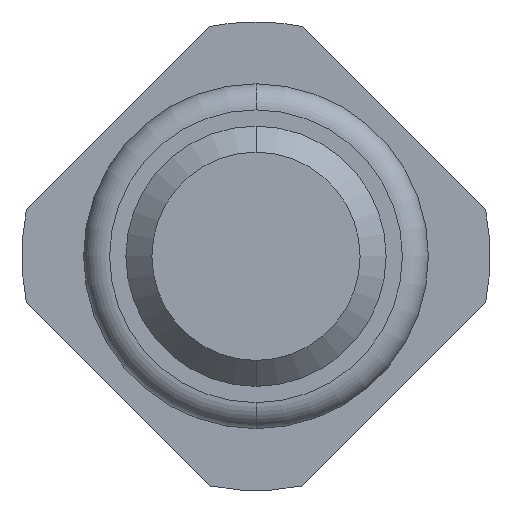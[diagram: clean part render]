
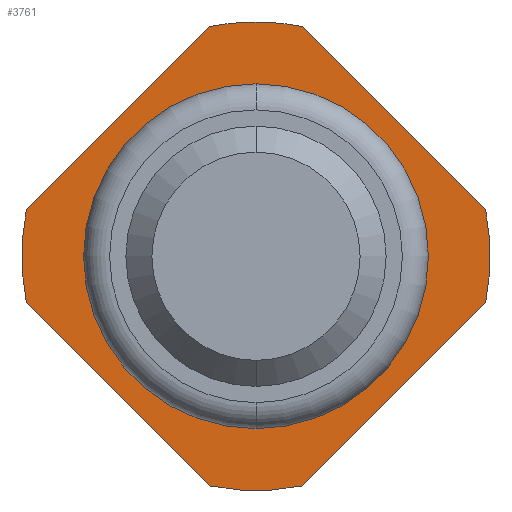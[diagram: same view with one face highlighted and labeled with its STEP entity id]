
A CAD part, front view. The second image highlights one B-rep face of the part: STEP entity #3761.
In plain terms, the highlighted planar face has unit normal (0, -1, 0).
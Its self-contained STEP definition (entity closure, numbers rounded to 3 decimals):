
#14 = EDGE_CURVE ( 'Defeature ausgef�hrt3_17+Defeature ausgef�hrt3_0+Defeature ausgef�hrt3_3+Defeature ausgef�hrt3_2', #1583, #1103, #665, .T. ) ;
#37 = VECTOR ( 'NONE', #3744, 1000. ) ;
#42 = EDGE_CURVE ( 'Defeature ausgef�hrt3_2+Defeature ausgef�hrt3_0+Defeature ausgef�hrt3_17+Defeature ausgef�hrt3_18', #3773, #3827, #145, .T. ) ;
#94 = AXIS2_PLACEMENT_3D ( 'NONE', #3770, #533, #1529 ) ;
#127 = ORIENTED_EDGE ( 'NONE', *, *, #4198, .T. ) ;
#145 = CIRCLE ( 'NONE', #1718, 1.8 ) ;
#168 = AXIS2_PLACEMENT_3D ( 'NONE', #3933, #667, #3607 ) ;
#184 = DIRECTION ( 'NONE',  ( 0., 1., 0. ) ) ;
#240 = CARTESIAN_POINT ( 'NONE',  ( 1.961, -2., -0.161 ) ) ;
#324 = DIRECTION ( 'NONE',  ( 0., 1., 0. ) ) ;
#377 = EDGE_CURVE ( 'Defeature ausgef�hrt3_0+Defeature ausgef�hrt3_12+Defeature ausgef�hrt3_12+Defeature ausgef�hrt3_12', #1566, #1267, #1846, .T. ) ;
#381 = ORIENTED_EDGE ( 'NONE', *, *, #629, .F. ) ;
#441 = LINE ( 'NONE', #240, #2957 ) ;
#480 = AXIS2_PLACEMENT_3D ( 'NONE', #708, #1370, #1012 ) ;
#533 = DIRECTION ( 'NONE',  ( 0., 1., 0. ) ) ;
#620 = CIRCLE ( 'NONE', #2717, 1.325 ) ;
#629 = EDGE_CURVE ( 'Defeature ausgef�hrt3_1+Defeature ausgef�hrt3_0+Defeature ausgef�hrt3_18+Defeature ausgef�hrt3_15', #950, #3182, #3712, .T. ) ;
#665 = LINE ( 'NONE', #3419, #37 ) ;
#667 = DIRECTION ( 'NONE',  ( 0., 1., 0. ) ) ;
#681 = CARTESIAN_POINT ( 'NONE',  ( 0., -2., 0. ) ) ;
#705 = CARTESIAN_POINT ( 'NONE',  ( 0.357, -2., -1.764 ) ) ;
#708 = CARTESIAN_POINT ( 'NONE',  ( 0., -2., 0. ) ) ;
#714 = DIRECTION ( 'NONE',  ( 0.707, 0., -0.707 ) ) ;
#718 = FACE_OUTER_BOUND ( 'NONE', #2473, .T. ) ;
#728 = ORIENTED_EDGE ( 'NONE', *, *, #42, .F. ) ;
#769 = CARTESIAN_POINT ( 'NONE',  ( -0.161, -2., -1.961 ) ) ;
#841 = EDGE_CURVE ( 'Defeature ausgef�hrt3_4+Defeature ausgef�hrt3_0+Defeature ausgef�hrt3_15+Defeature ausgef�hrt3_16', #3998, #3312, #3972, .T. ) ;
#848 = CARTESIAN_POINT ( 'NONE',  ( 0., -2., 0. ) ) ;
#894 = PLANE ( 'NONE',  #2944 ) ;
#950 = VERTEX_POINT ( 'NONE', #2578 ) ;
#1010 = ORIENTED_EDGE ( 'NONE', *, *, #1935, .F. ) ;
#1012 = DIRECTION ( 'NONE',  ( 0., 0., 1. ) ) ;
#1021 = CARTESIAN_POINT ( 'NONE',  ( -0.357, -2., 1.764 ) ) ;
#1030 = DIRECTION ( 'NONE',  ( 0., 0., 1. ) ) ;
#1103 = VERTEX_POINT ( 'NONE', #1021 ) ;
#1267 = VERTEX_POINT ( 'NONE', #2195 ) ;
#1370 = DIRECTION ( 'NONE',  ( 0., 1., 0. ) ) ;
#1405 = ORIENTED_EDGE ( 'NONE', *, *, #377, .T. ) ;
#1456 = CARTESIAN_POINT ( 'NONE',  ( 1.764, -2., -0.357 ) ) ;
#1529 = DIRECTION ( 'NONE',  ( 0., 0., 1. ) ) ;
#1533 = DIRECTION ( 'NONE',  ( 0., 0., 1. ) ) ;
#1566 = VERTEX_POINT ( 'NONE', #3309 ) ;
#1583 = VERTEX_POINT ( 'NONE', #2415 ) ;
#1621 = EDGE_CURVE ( 'Defeature ausgef�hrt3_16+Defeature ausgef�hrt3_0+Defeature ausgef�hrt3_4+Defeature ausgef�hrt3_3', #3312, #3328, #1636, .T. ) ;
#1636 = LINE ( 'NONE', #769, #3302 ) ;
#1718 = AXIS2_PLACEMENT_3D ( 'NONE', #1862, #3825, #4158 ) ;
#1830 = ORIENTED_EDGE ( 'NONE', *, *, #841, .F. ) ;
#1846 = CIRCLE ( 'NONE', #94, 1.325 ) ;
#1853 = DIRECTION ( 'NONE',  ( -0.707, 0., -0.707 ) ) ;
#1862 = CARTESIAN_POINT ( 'NONE',  ( 0., -2., 0. ) ) ;
#1935 = EDGE_CURVE ( 'Defeature ausgef�hrt3_15+Defeature ausgef�hrt3_0+Defeature ausgef�hrt3_1+Defeature ausgef�hrt3_4', #3182, #3998, #441, .T. ) ;
#2026 = AXIS2_PLACEMENT_3D ( 'NONE', #2148, #184, #3734 ) ;
#2073 = DIRECTION ( 'NONE',  ( 0., 1., 0. ) ) ;
#2148 = CARTESIAN_POINT ( 'NONE',  ( 0., -2., 0. ) ) ;
#2195 = CARTESIAN_POINT ( 'NONE',  ( 0., -2., -1.325 ) ) ;
#2219 = EDGE_CURVE ( 'Defeature ausgef�hrt3_18+Defeature ausgef�hrt3_0+Defeature ausgef�hrt3_2+Defeature ausgef�hrt3_1', #3827, #950, #3759, .T. ) ;
#2270 = ORIENTED_EDGE ( 'NONE', *, *, #2935, .F. ) ;
#2292 = CARTESIAN_POINT ( 'NONE',  ( -1.764, -2., -0.357 ) ) ;
#2344 = ORIENTED_EDGE ( 'NONE', *, *, #4032, .F. ) ;
#2415 = CARTESIAN_POINT ( 'NONE',  ( -1.764, -2., 0.357 ) ) ;
#2473 = EDGE_LOOP ( 'NONE', ( #2889, #728, #2344, #3097, #2270, #3160, #1830, #1010, #381 ) ) ;
#2483 = DIRECTION ( 'NONE',  ( 0., 1., 0. ) ) ;
#2512 = CARTESIAN_POINT ( 'NONE',  ( 0.357, -2., 1.764 ) ) ;
#2578 = CARTESIAN_POINT ( 'NONE',  ( 1.764, -2., 0.357 ) ) ;
#2717 = AXIS2_PLACEMENT_3D ( 'NONE', #848, #2073, #3118 ) ;
#2889 = ORIENTED_EDGE ( 'NONE', *, *, #2219, .F. ) ;
#2935 = EDGE_CURVE ( 'Defeature ausgef�hrt3_3+Defeature ausgef�hrt3_0+Defeature ausgef�hrt3_16+Defeature ausgef�hrt3_17', #3328, #1583, #4055, .T. ) ;
#2944 = AXIS2_PLACEMENT_3D ( 'NONE', #3478, #2483, #1533 ) ;
#2957 = VECTOR ( 'NONE', #1853, 1000. ) ;
#2976 = FACE_BOUND ( 'NONE', #3860, .T. ) ;
#3097 = ORIENTED_EDGE ( 'NONE', *, *, #14, .F. ) ;
#3109 = CARTESIAN_POINT ( 'NONE',  ( 0., -2., 1.8 ) ) ;
#3118 = DIRECTION ( 'NONE',  ( 0., 0., 1. ) ) ;
#3160 = ORIENTED_EDGE ( 'NONE', *, *, #1621, .F. ) ;
#3182 = VERTEX_POINT ( 'NONE', #1456 ) ;
#3302 = VECTOR ( 'NONE', #3746, 1000. ) ;
#3309 = CARTESIAN_POINT ( 'NONE',  ( 0., -2., 1.325 ) ) ;
#3312 = VERTEX_POINT ( 'NONE', #3443 ) ;
#3314 = CARTESIAN_POINT ( 'NONE',  ( 1.961, -2., 0.161 ) ) ;
#3328 = VERTEX_POINT ( 'NONE', #2292 ) ;
#3419 = CARTESIAN_POINT ( 'NONE',  ( -0.161, -2., 1.961 ) ) ;
#3443 = CARTESIAN_POINT ( 'NONE',  ( -0.357, -2., -1.764 ) ) ;
#3478 = CARTESIAN_POINT ( 'NONE',  ( 1.8, -2., 0. ) ) ;
#3607 = DIRECTION ( 'NONE',  ( 0., 0., 1. ) ) ;
#3687 = AXIS2_PLACEMENT_3D ( 'NONE', #681, #324, #1030 ) ;
#3712 = CIRCLE ( 'NONE', #480, 1.8 ) ;
#3725 = CIRCLE ( 'NONE', #168, 1.8 ) ;
#3734 = DIRECTION ( 'NONE',  ( 0., 0., 1. ) ) ;
#3744 = DIRECTION ( 'NONE',  ( 0.707, 0., 0.707 ) ) ;
#3746 = DIRECTION ( 'NONE',  ( -0.707, 0., 0.707 ) ) ;
#3759 = LINE ( 'NONE', #3314, #4122 ) ;
#3761 = ADVANCED_FACE ( 'Defeature ausgef�hrt3_0', ( #2976, #718 ), #894, .F. ) ;
#3770 = CARTESIAN_POINT ( 'NONE',  ( 0., -2., 0. ) ) ;
#3773 = VERTEX_POINT ( 'NONE', #3109 ) ;
#3825 = DIRECTION ( 'NONE',  ( 0., 1., 0. ) ) ;
#3827 = VERTEX_POINT ( 'NONE', #2512 ) ;
#3860 = EDGE_LOOP ( 'NONE', ( #1405, #127 ) ) ;
#3933 = CARTESIAN_POINT ( 'NONE',  ( 0., -2., 0. ) ) ;
#3972 = CIRCLE ( 'NONE', #2026, 1.8 ) ;
#3998 = VERTEX_POINT ( 'NONE', #705 ) ;
#4032 = EDGE_CURVE ( 'Defeature ausgef�hrt3_2+Defeature ausgef�hrt3_0+Defeature ausgef�hrt3_17+Defeature ausgef�hrt3_18', #1103, #3773, #3725, .T. ) ;
#4055 = CIRCLE ( 'NONE', #3687, 1.8 ) ;
#4122 = VECTOR ( 'NONE', #714, 1000. ) ;
#4158 = DIRECTION ( 'NONE',  ( 0., 0., 1. ) ) ;
#4198 = EDGE_CURVE ( 'Defeature ausgef�hrt3_0+Defeature ausgef�hrt3_12+Defeature ausgef�hrt3_12+Defeature ausgef�hrt3_12', #1267, #1566, #620, .T. ) ;
